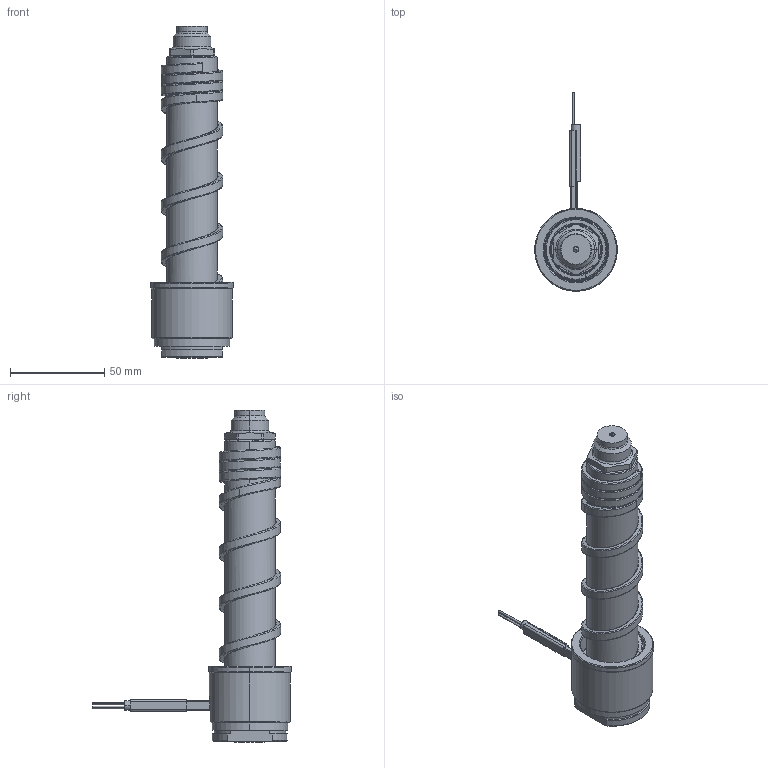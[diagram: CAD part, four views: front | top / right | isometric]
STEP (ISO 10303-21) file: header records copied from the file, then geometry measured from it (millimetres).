
FILE_DESCRIPTION((''),'2;1');
FILE_NAME('EL-176-BES-N','2014-02-25T',('Íàòàëüÿ'),('IMID'),'PRO/ENGINEER BY PARAMETRIC TECHNOLOGY CORPORATION, 2010180','PRO/ENGINEER BY PARAMETRIC TECHNOLOGY CORPORATION, 2010180','');
FILE_SCHEMA(('CONFIG_CONTROL_DESIGN'));
Length unit declared in the file: millimetre
Products named in the file (1): EL-176-BES-N
Bounding box: 44 x 105.5 x 176.3 mm (x, y, z)
Volume: 120913.1 mm3; surface area: 45072.9 mm2
Topology: 1 solids, 9 shells, 334 faces, 833 edges, 495 vertices
Faces by surface type: cylinder 109, cone 64, bspline 55, plane 54, torus 33, revolution 9, extrusion 8, sphere 2
Entity records: 19266 total; most frequent: CARTESIAN_POINT 11666, ORIENTED_EDGE 1622, DIRECTION 1493, EDGE_CURVE 823, AXIS2_PLACEMENT_3D 596, VERTEX_POINT 495, EDGE_LOOP 358, FACE_OUTER_BOUND 334
